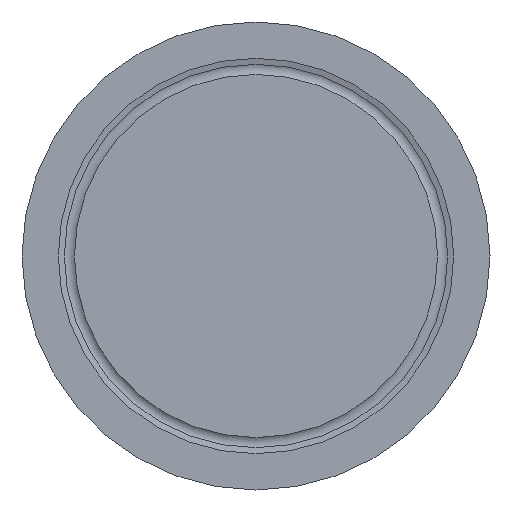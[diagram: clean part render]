
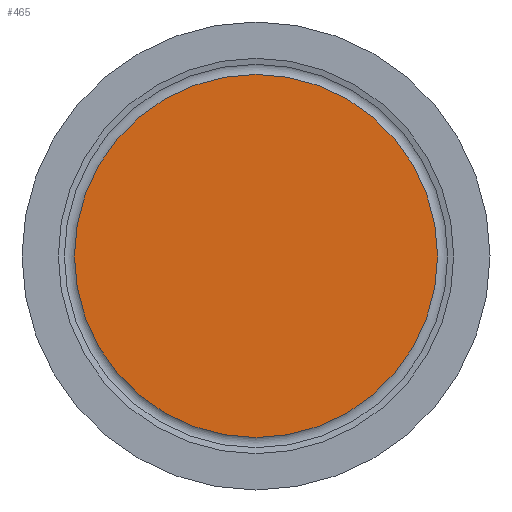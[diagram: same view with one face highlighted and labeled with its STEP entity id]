
A CAD part, left-side view. The second image highlights one B-rep face of the part: STEP entity #465.
In plain terms, the highlighted planar face has unit normal (-1, 0, 0).
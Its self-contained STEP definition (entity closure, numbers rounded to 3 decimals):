
#34=PLANE('',#555);
#129=FACE_OUTER_BOUND('',#168,.T.);
#168=EDGE_LOOP('',(#431));
#200=CIRCLE('',#542,22.5);
#241=VERTEX_POINT('',#861);
#298=EDGE_CURVE('',#241,#241,#200,.T.);
#431=ORIENTED_EDGE('',*,*,#298,.T.);
#465=ADVANCED_FACE('',(#129),#34,.T.);
#542=AXIS2_PLACEMENT_3D('',#862,#681,#682);
#555=AXIS2_PLACEMENT_3D('',#884,#712,#713);
#681=DIRECTION('center_axis',(-1.,0.,0.));
#682=DIRECTION('ref_axis',(0.,0.,1.));
#712=DIRECTION('center_axis',(-1.,0.,0.));
#713=DIRECTION('ref_axis',(0.,0.,1.));
#861=CARTESIAN_POINT('',(0.,-22.5,0.));
#862=CARTESIAN_POINT('Origin',(0.,0.,0.));
#884=CARTESIAN_POINT('Origin',(0.,0.,0.));
